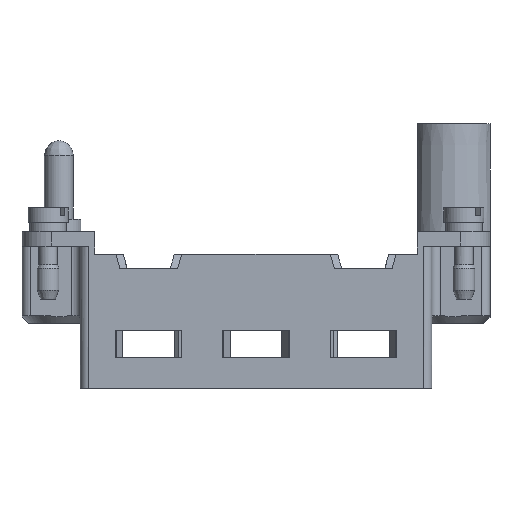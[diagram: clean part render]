
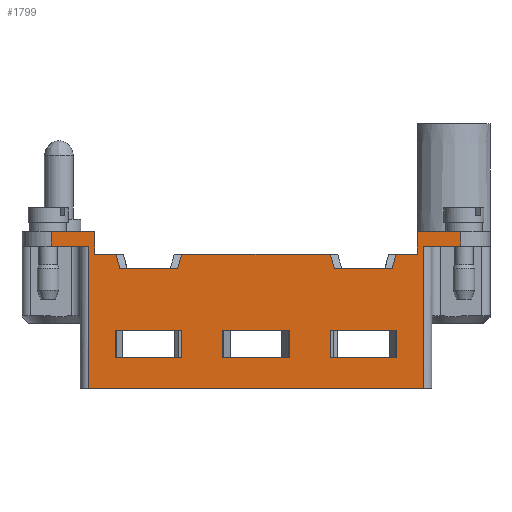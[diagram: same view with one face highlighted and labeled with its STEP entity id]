
A CAD part, front view. The second image highlights one B-rep face of the part: STEP entity #1799.
In plain terms, the highlighted planar face has unit normal (0, -1, 0).
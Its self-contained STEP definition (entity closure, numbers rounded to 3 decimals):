
#1277=FACE_BOUND('',#3210,.T.);
#1278=FACE_BOUND('',#3211,.T.);
#1279=FACE_BOUND('',#3212,.T.);
#1280=FACE_BOUND('',#3213,.T.);
#1799=ADVANCED_FACE('',(#1277,#1278,#1279,#1280),#2322,.F.);
#2322=PLANE('',#11235);
#3210=EDGE_LOOP('',(#4389,#4390,#4391,#4392,#4393,#4394,#4395,#4396,#4397,
#4398,#4399,#4400,#4401,#4402,#4403,#4404,#4405,#4406,#4407,#4408));
#3211=EDGE_LOOP('',(#4409,#4410,#4411,#4412));
#3212=EDGE_LOOP('',(#4413,#4414,#4415,#4416));
#3213=EDGE_LOOP('',(#4417,#4418,#4419,#4420));
#4389=ORIENTED_EDGE('',*,*,#7888,.F.);
#4390=ORIENTED_EDGE('',*,*,#7889,.T.);
#4391=ORIENTED_EDGE('',*,*,#7890,.T.);
#4392=ORIENTED_EDGE('',*,*,#7891,.T.);
#4393=ORIENTED_EDGE('',*,*,#7892,.T.);
#4394=ORIENTED_EDGE('',*,*,#7893,.T.);
#4395=ORIENTED_EDGE('',*,*,#7830,.F.);
#4396=ORIENTED_EDGE('',*,*,#7779,.T.);
#4397=ORIENTED_EDGE('',*,*,#7894,.T.);
#4398=ORIENTED_EDGE('',*,*,#7895,.T.);
#4399=ORIENTED_EDGE('',*,*,#7896,.T.);
#4400=ORIENTED_EDGE('',*,*,#7897,.T.);
#4401=ORIENTED_EDGE('',*,*,#7898,.T.);
#4402=ORIENTED_EDGE('',*,*,#7899,.T.);
#4403=ORIENTED_EDGE('',*,*,#7900,.T.);
#4404=ORIENTED_EDGE('',*,*,#7901,.T.);
#4405=ORIENTED_EDGE('',*,*,#7902,.T.);
#4406=ORIENTED_EDGE('',*,*,#7741,.F.);
#4407=ORIENTED_EDGE('',*,*,#7833,.T.);
#4408=ORIENTED_EDGE('',*,*,#7903,.F.);
#4409=ORIENTED_EDGE('',*,*,#7904,.T.);
#4410=ORIENTED_EDGE('',*,*,#7905,.T.);
#4411=ORIENTED_EDGE('',*,*,#7906,.T.);
#4412=ORIENTED_EDGE('',*,*,#7907,.T.);
#4413=ORIENTED_EDGE('',*,*,#7908,.T.);
#4414=ORIENTED_EDGE('',*,*,#7909,.T.);
#4415=ORIENTED_EDGE('',*,*,#7910,.T.);
#4416=ORIENTED_EDGE('',*,*,#7911,.T.);
#4417=ORIENTED_EDGE('',*,*,#7912,.T.);
#4418=ORIENTED_EDGE('',*,*,#7913,.T.);
#4419=ORIENTED_EDGE('',*,*,#7914,.T.);
#4420=ORIENTED_EDGE('',*,*,#7915,.T.);
#6792=VERTEX_POINT('',#14692);
#6793=VERTEX_POINT('',#14694);
#6825=VERTEX_POINT('',#14776);
#6826=VERTEX_POINT('',#14778);
#6859=VERTEX_POINT('',#14964);
#6860=VERTEX_POINT('',#14968);
#6897=VERTEX_POINT('',#15078);
#6898=VERTEX_POINT('',#15079);
#6899=VERTEX_POINT('',#15081);
#6900=VERTEX_POINT('',#15083);
#6901=VERTEX_POINT('',#15085);
#6902=VERTEX_POINT('',#15087);
#6903=VERTEX_POINT('',#15090);
#6904=VERTEX_POINT('',#15092);
#6905=VERTEX_POINT('',#15094);
#6906=VERTEX_POINT('',#15096);
#6907=VERTEX_POINT('',#15098);
#6908=VERTEX_POINT('',#15100);
#6909=VERTEX_POINT('',#15102);
#6910=VERTEX_POINT('',#15104);
#6911=VERTEX_POINT('',#15108);
#6912=VERTEX_POINT('',#15109);
#6913=VERTEX_POINT('',#15111);
#6914=VERTEX_POINT('',#15113);
#6915=VERTEX_POINT('',#15116);
#6916=VERTEX_POINT('',#15117);
#6917=VERTEX_POINT('',#15119);
#6918=VERTEX_POINT('',#15121);
#6919=VERTEX_POINT('',#15124);
#6920=VERTEX_POINT('',#15125);
#6921=VERTEX_POINT('',#15127);
#6922=VERTEX_POINT('',#15129);
#7741=EDGE_CURVE('',#6792,#6793,#9050,.T.);
#7779=EDGE_CURVE('',#6826,#6825,#9077,.T.);
#7830=EDGE_CURVE('',#6826,#6859,#9111,.T.);
#7833=EDGE_CURVE('',#6792,#6860,#9112,.T.);
#7888=EDGE_CURVE('',#6897,#6898,#9156,.T.);
#7889=EDGE_CURVE('',#6897,#6899,#9157,.T.);
#7890=EDGE_CURVE('',#6899,#6900,#9158,.T.);
#7891=EDGE_CURVE('',#6900,#6901,#9159,.T.);
#7892=EDGE_CURVE('',#6901,#6902,#9160,.T.);
#7893=EDGE_CURVE('',#6902,#6859,#9161,.T.);
#7894=EDGE_CURVE('',#6825,#6903,#9162,.T.);
#7895=EDGE_CURVE('',#6903,#6904,#9163,.T.);
#7896=EDGE_CURVE('',#6904,#6905,#9164,.T.);
#7897=EDGE_CURVE('',#6905,#6906,#9165,.T.);
#7898=EDGE_CURVE('',#6906,#6907,#9166,.T.);
#7899=EDGE_CURVE('',#6907,#6908,#9167,.T.);
#7900=EDGE_CURVE('',#6908,#6909,#9168,.T.);
#7901=EDGE_CURVE('',#6909,#6910,#9169,.T.);
#7902=EDGE_CURVE('',#6910,#6793,#9170,.T.);
#7903=EDGE_CURVE('',#6898,#6860,#9171,.T.);
#7904=EDGE_CURVE('',#6911,#6912,#9172,.T.);
#7905=EDGE_CURVE('',#6912,#6913,#9173,.T.);
#7906=EDGE_CURVE('',#6913,#6914,#9174,.T.);
#7907=EDGE_CURVE('',#6914,#6911,#9175,.T.);
#7908=EDGE_CURVE('',#6915,#6916,#9176,.T.);
#7909=EDGE_CURVE('',#6916,#6917,#9177,.T.);
#7910=EDGE_CURVE('',#6917,#6918,#9178,.T.);
#7911=EDGE_CURVE('',#6918,#6915,#9179,.T.);
#7912=EDGE_CURVE('',#6919,#6920,#9180,.T.);
#7913=EDGE_CURVE('',#6920,#6921,#9181,.T.);
#7914=EDGE_CURVE('',#6921,#6922,#9182,.T.);
#7915=EDGE_CURVE('',#6922,#6919,#9183,.T.);
#9050=LINE('',#14693,#10020);
#9077=LINE('',#14777,#10047);
#9111=LINE('',#14963,#10081);
#9112=LINE('',#14969,#10082);
#9156=LINE('',#15077,#10126);
#9157=LINE('',#15080,#10127);
#9158=LINE('',#15082,#10128);
#9159=LINE('',#15084,#10129);
#9160=LINE('',#15086,#10130);
#9161=LINE('',#15088,#10131);
#9162=LINE('',#15089,#10132);
#9163=LINE('',#15091,#10133);
#9164=LINE('',#15093,#10134);
#9165=LINE('',#15095,#10135);
#9166=LINE('',#15097,#10136);
#9167=LINE('',#15099,#10137);
#9168=LINE('',#15101,#10138);
#9169=LINE('',#15103,#10139);
#9170=LINE('',#15105,#10140);
#9171=LINE('',#15106,#10141);
#9172=LINE('',#15107,#10142);
#9173=LINE('',#15110,#10143);
#9174=LINE('',#15112,#10144);
#9175=LINE('',#15114,#10145);
#9176=LINE('',#15115,#10146);
#9177=LINE('',#15118,#10147);
#9178=LINE('',#15120,#10148);
#9179=LINE('',#15122,#10149);
#9180=LINE('',#15123,#10150);
#9181=LINE('',#15126,#10151);
#9182=LINE('',#15128,#10152);
#9183=LINE('',#15130,#10153);
#10020=VECTOR('',#12037,1.);
#10047=VECTOR('',#12088,1.);
#10081=VECTOR('',#12158,1.);
#10082=VECTOR('',#12165,1.);
#10126=VECTOR('',#12265,1.);
#10127=VECTOR('',#12266,1.);
#10128=VECTOR('',#12267,1.);
#10129=VECTOR('',#12268,1.);
#10130=VECTOR('',#12269,1.);
#10131=VECTOR('',#12270,1.);
#10132=VECTOR('',#12271,1.);
#10133=VECTOR('',#12272,1.);
#10134=VECTOR('',#12273,1.);
#10135=VECTOR('',#12274,1.);
#10136=VECTOR('',#12275,1.);
#10137=VECTOR('',#12276,1.);
#10138=VECTOR('',#12277,1.);
#10139=VECTOR('',#12278,1.);
#10140=VECTOR('',#12279,1.);
#10141=VECTOR('',#12280,1.);
#10142=VECTOR('',#12281,1.);
#10143=VECTOR('',#12282,1.);
#10144=VECTOR('',#12283,1.);
#10145=VECTOR('',#12284,1.);
#10146=VECTOR('',#12285,1.);
#10147=VECTOR('',#12286,1.);
#10148=VECTOR('',#12287,1.);
#10149=VECTOR('',#12288,1.);
#10150=VECTOR('',#12289,1.);
#10151=VECTOR('',#12290,1.);
#10152=VECTOR('',#12291,1.);
#10153=VECTOR('',#12292,1.);
#11235=AXIS2_PLACEMENT_3D('',#15131,#12293,#12294);
#12037=DIRECTION('',(0.,0.,-1.));
#12088=DIRECTION('',(0.,0.,-1.));
#12158=DIRECTION('',(1.,0.,0.));
#12165=DIRECTION('',(-1.,0.,0.));
#12265=DIRECTION('',(-1.,0.,0.));
#12266=DIRECTION('',(0.,0.,-1.));
#12267=DIRECTION('',(1.,0.,0.));
#12268=DIRECTION('',(0.,0.,1.));
#12269=DIRECTION('',(1.,0.,0.));
#12270=DIRECTION('',(0.,0.,1.));
#12271=DIRECTION('',(-1.,0.,0.));
#12272=DIRECTION('',(-0.259,0.,-0.966));
#12273=DIRECTION('',(-1.,0.,0.));
#12274=DIRECTION('',(-0.259,0.,0.966));
#12275=DIRECTION('',(-1.,0.,0.));
#12276=DIRECTION('',(-0.259,0.,-0.966));
#12277=DIRECTION('',(-1.,0.,0.));
#12278=DIRECTION('',(-0.259,0.,0.966));
#12279=DIRECTION('',(-1.,0.,0.));
#12280=DIRECTION('',(0.,0.,1.));
#12281=DIRECTION('',(0.,0.,1.));
#12282=DIRECTION('',(1.,0.,0.));
#12283=DIRECTION('',(0.,0.,-1.));
#12284=DIRECTION('',(-1.,0.,0.));
#12285=DIRECTION('',(0.,0.,1.));
#12286=DIRECTION('',(1.,0.,0.));
#12287=DIRECTION('',(0.,0.,-1.));
#12288=DIRECTION('',(-1.,0.,0.));
#12289=DIRECTION('',(0.,0.,1.));
#12290=DIRECTION('',(1.,0.,0.));
#12291=DIRECTION('',(0.,0.,-1.));
#12292=DIRECTION('',(-1.,0.,0.));
#12293=DIRECTION('',(0.,1.,0.));
#12294=DIRECTION('',(1.,0.,0.));
#14692=CARTESIAN_POINT('',(-22.1,-17.25,2.));
#14693=CARTESIAN_POINT('',(-22.1,-17.25,2.));
#14694=CARTESIAN_POINT('',(-22.1,-17.25,-1.1));
#14776=CARTESIAN_POINT('',(22.1,-17.25,-1.1));
#14777=CARTESIAN_POINT('',(22.1,-17.25,2.));
#14778=CARTESIAN_POINT('',(22.1,-17.25,2.));
#14963=CARTESIAN_POINT('',(22.1,-17.25,2.));
#14964=CARTESIAN_POINT('',(28.075,-17.25,2.));
#14968=CARTESIAN_POINT('',(-28.075,-17.25,2.));
#14969=CARTESIAN_POINT('',(-22.1,-17.25,2.));
#15077=CARTESIAN_POINT('',(-24.1,-17.25,0.));
#15078=CARTESIAN_POINT('',(-22.9,-17.25,0.));
#15079=CARTESIAN_POINT('',(-28.075,-17.25,0.));
#15080=CARTESIAN_POINT('',(-22.9,-17.25,2.));
#15081=CARTESIAN_POINT('',(-22.9,-17.25,-19.5));
#15082=CARTESIAN_POINT('',(-24.1,-17.25,-19.5));
#15083=CARTESIAN_POINT('',(22.9,-17.25,-19.5));
#15084=CARTESIAN_POINT('',(22.9,-17.25,0.));
#15085=CARTESIAN_POINT('',(22.9,-17.25,0.));
#15086=CARTESIAN_POINT('',(24.1,-17.25,0.));
#15087=CARTESIAN_POINT('',(28.075,-17.25,0.));
#15088=CARTESIAN_POINT('',(28.075,-17.25,2.));
#15089=CARTESIAN_POINT('',(24.1,-17.25,-1.1));
#15090=CARTESIAN_POINT('',(19.2,-17.25,-1.1));
#15091=CARTESIAN_POINT('',(19.2,-17.25,-1.1));
#15092=CARTESIAN_POINT('',(18.664,-17.25,-3.1));
#15093=CARTESIAN_POINT('',(18.664,-17.25,-3.1));
#15094=CARTESIAN_POINT('',(10.736,-17.25,-3.1));
#15095=CARTESIAN_POINT('',(10.736,-17.25,-3.1));
#15096=CARTESIAN_POINT('',(10.2,-17.25,-1.1));
#15097=CARTESIAN_POINT('',(10.2,-17.25,-1.1));
#15098=CARTESIAN_POINT('',(-10.2,-17.25,-1.1));
#15099=CARTESIAN_POINT('',(-10.2,-17.25,-1.1));
#15100=CARTESIAN_POINT('',(-10.736,-17.25,-3.1));
#15101=CARTESIAN_POINT('',(-10.736,-17.25,-3.1));
#15102=CARTESIAN_POINT('',(-18.664,-17.25,-3.1));
#15103=CARTESIAN_POINT('',(-18.664,-17.25,-3.1));
#15104=CARTESIAN_POINT('',(-19.2,-17.25,-1.1));
#15105=CARTESIAN_POINT('',(-19.2,-17.25,-1.1));
#15106=CARTESIAN_POINT('',(-28.075,-17.25,2.));
#15107=CARTESIAN_POINT('',(-4.55,-17.25,-15.3));
#15108=CARTESIAN_POINT('',(-4.55,-17.25,-15.3));
#15109=CARTESIAN_POINT('',(-4.55,-17.25,-11.5));
#15110=CARTESIAN_POINT('',(-4.55,-17.25,-11.5));
#15111=CARTESIAN_POINT('',(4.55,-17.25,-11.5));
#15112=CARTESIAN_POINT('',(4.55,-17.25,-11.5));
#15113=CARTESIAN_POINT('',(4.55,-17.25,-15.3));
#15114=CARTESIAN_POINT('',(4.55,-17.25,-15.3));
#15115=CARTESIAN_POINT('',(-19.25,-17.25,-15.3));
#15116=CARTESIAN_POINT('',(-19.25,-17.25,-15.3));
#15117=CARTESIAN_POINT('',(-19.25,-17.25,-11.5));
#15118=CARTESIAN_POINT('',(-19.25,-17.25,-11.5));
#15119=CARTESIAN_POINT('',(-10.15,-17.25,-11.5));
#15120=CARTESIAN_POINT('',(-10.15,-17.25,-11.5));
#15121=CARTESIAN_POINT('',(-10.15,-17.25,-15.3));
#15122=CARTESIAN_POINT('',(-10.15,-17.25,-15.3));
#15123=CARTESIAN_POINT('',(10.15,-17.25,-15.3));
#15124=CARTESIAN_POINT('',(10.15,-17.25,-15.3));
#15125=CARTESIAN_POINT('',(10.15,-17.25,-11.5));
#15126=CARTESIAN_POINT('',(10.15,-17.25,-11.5));
#15127=CARTESIAN_POINT('',(19.25,-17.25,-11.5));
#15128=CARTESIAN_POINT('',(19.25,-17.25,-11.5));
#15129=CARTESIAN_POINT('',(19.25,-17.25,-15.3));
#15130=CARTESIAN_POINT('',(19.25,-17.25,-15.3));
#15131=CARTESIAN_POINT('',(-22.1,-17.25,2.));
